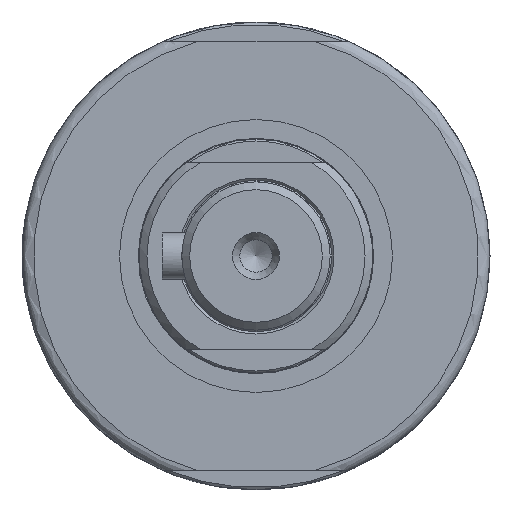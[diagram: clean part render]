
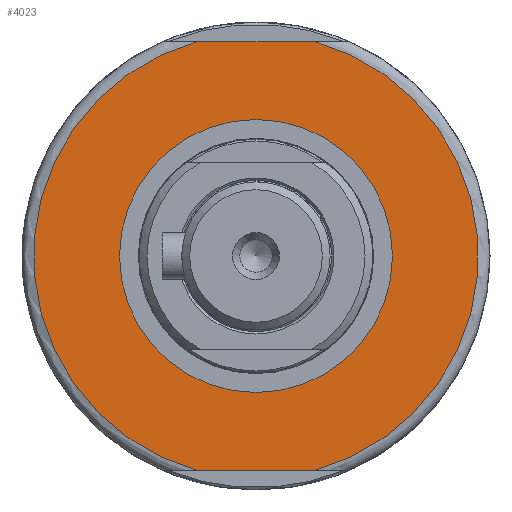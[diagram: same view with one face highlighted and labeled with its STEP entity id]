
A CAD part, left-side view. The second image highlights one B-rep face of the part: STEP entity #4023.
In plain terms, the highlighted planar face has unit normal (-1, 0, 0).
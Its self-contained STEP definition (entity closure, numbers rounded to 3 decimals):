
#323=LINE('',#6990,#596);
#324=LINE('',#6991,#597);
#596=VECTOR('',#5514,10.);
#597=VECTOR('',#5515,10.);
#886=FACE_BOUND('',#1398,.T.);
#1158=FACE_OUTER_BOUND('',#1397,.T.);
#1397=EDGE_LOOP('',(#3588,#3589,#3590,#3591));
#1398=EDGE_LOOP('',(#3592,#3593));
#1605=CIRCLE('',#4429,17.5);
#1606=CIRCLE('',#4430,17.5);
#1616=CIRCLE('',#4443,28.5);
#1619=CIRCLE('',#4447,28.5);
#1975=VERTEX_POINT('',#6892);
#1976=VERTEX_POINT('',#6894);
#1987=VERTEX_POINT('',#6921);
#1988=VERTEX_POINT('',#6936);
#1990=VERTEX_POINT('',#6955);
#1993=VERTEX_POINT('',#6973);
#2515=EDGE_CURVE('',#1976,#1975,#1605,.T.);
#2516=EDGE_CURVE('',#1975,#1976,#1606,.T.);
#2529=EDGE_CURVE('',#1987,#1988,#1616,.T.);
#2535=EDGE_CURVE('',#1993,#1990,#1619,.T.);
#2536=EDGE_CURVE('',#1987,#1990,#323,.T.);
#2537=EDGE_CURVE('',#1993,#1988,#324,.T.);
#3588=ORIENTED_EDGE('',*,*,#2536,.T.);
#3589=ORIENTED_EDGE('',*,*,#2535,.F.);
#3590=ORIENTED_EDGE('',*,*,#2537,.T.);
#3591=ORIENTED_EDGE('',*,*,#2529,.F.);
#3592=ORIENTED_EDGE('',*,*,#2515,.T.);
#3593=ORIENTED_EDGE('',*,*,#2516,.T.);
#3821=PLANE('',#4448);
#4023=ADVANCED_FACE('',(#1158,#886),#3821,.T.);
#4429=AXIS2_PLACEMENT_3D('',#6895,#5472,#5473);
#4430=AXIS2_PLACEMENT_3D('',#6896,#5474,#5475);
#4443=AXIS2_PLACEMENT_3D('',#6937,#5502,#5503);
#4447=AXIS2_PLACEMENT_3D('',#6988,#5510,#5511);
#4448=AXIS2_PLACEMENT_3D('',#6989,#5512,#5513);
#5472=DIRECTION('center_axis',(1.,0.,0.));
#5473=DIRECTION('ref_axis',(0.,-1.,0.));
#5474=DIRECTION('center_axis',(1.,0.,0.));
#5475=DIRECTION('ref_axis',(0.,-1.,0.));
#5502=DIRECTION('center_axis',(1.,0.,0.));
#5503=DIRECTION('ref_axis',(0.,-1.,0.));
#5510=DIRECTION('center_axis',(1.,0.,0.));
#5511=DIRECTION('ref_axis',(0.,-1.,0.));
#5512=DIRECTION('center_axis',(-1.,0.,0.));
#5513=DIRECTION('ref_axis',(0.,0.,-1.));
#5514=DIRECTION('',(0.,-1.,0.));
#5515=DIRECTION('',(0.,1.,0.));
#6892=CARTESIAN_POINT('',(-183.,17.5,0.));
#6894=CARTESIAN_POINT('',(-183.,-17.5,0.));
#6895=CARTESIAN_POINT('Origin',(-183.,0.,0.));
#6896=CARTESIAN_POINT('Origin',(-183.,0.,0.));
#6921=CARTESIAN_POINT('',(-183.,7.483,-27.5));
#6936=CARTESIAN_POINT('',(-183.,7.483,27.5));
#6937=CARTESIAN_POINT('Origin',(-183.,0.,0.));
#6955=CARTESIAN_POINT('',(-183.,-7.483,-27.5));
#6973=CARTESIAN_POINT('',(-183.,-7.483,27.5));
#6988=CARTESIAN_POINT('Origin',(-183.,0.,0.));
#6989=CARTESIAN_POINT('Origin',(-183.,-23.,0.));
#6990=CARTESIAN_POINT('',(-183.,-24.063,-27.5));
#6991=CARTESIAN_POINT('',(-183.,1.553,27.5));
